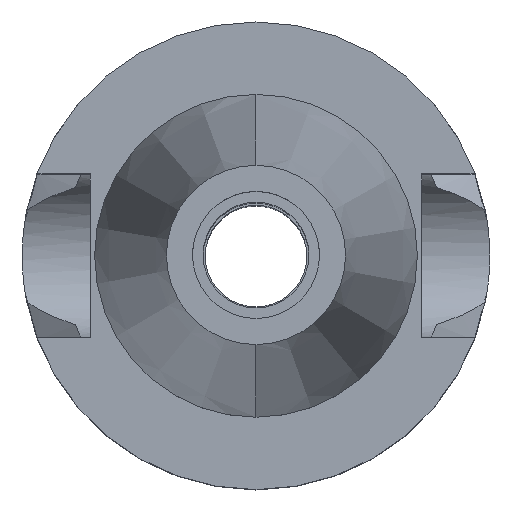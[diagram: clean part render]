
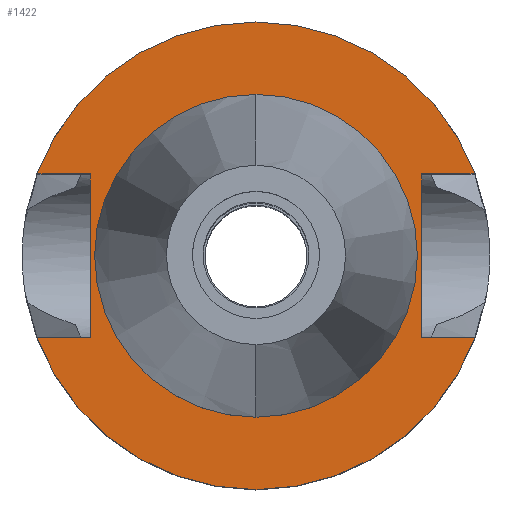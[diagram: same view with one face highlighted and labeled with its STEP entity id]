
A CAD part, top view. The second image highlights one B-rep face of the part: STEP entity #1422.
In plain terms, the highlighted planar face has unit normal (0, 0, 1).
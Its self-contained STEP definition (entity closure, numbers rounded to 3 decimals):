
#94=DIRECTION('',(0.,1.,0.));
#95=VECTOR('',#94,16.1);
#96=CARTESIAN_POINT('',(-16.3,-8.05,-1.));
#97=LINE('',#96,#95);
#101=DIRECTION('',(-1.,0.,0.));
#102=VECTOR('',#101,5.245);
#103=CARTESIAN_POINT('',(-16.3,8.05,-1.));
#104=LINE('',#103,#102);
#108=CARTESIAN_POINT('',(0.,0.,-1.));
#109=DIRECTION('',(0.,0.,-1.));
#110=DIRECTION('',(-0.937,0.35,0.));
#111=AXIS2_PLACEMENT_3D('',#108,#109,#110);
#116=CARTESIAN_POINT('',(0.,0.,-1.));
#117=DIRECTION('',(0.,0.,-1.));
#118=DIRECTION('',(0.,1.,0.));
#119=AXIS2_PLACEMENT_3D('',#116,#117,#118);
#124=DIRECTION('',(0.,-1.,0.));
#125=VECTOR('',#124,16.1);
#126=CARTESIAN_POINT('',(16.3,8.05,-1.));
#127=LINE('',#126,#125);
#131=DIRECTION('',(1.,0.,0.));
#132=VECTOR('',#131,5.245);
#133=CARTESIAN_POINT('',(16.3,-8.05,-1.));
#134=LINE('',#133,#132);
#138=CARTESIAN_POINT('',(0.,0.,-1.));
#139=DIRECTION('',(0.,0.,-1.));
#140=DIRECTION('',(0.937,-0.35,0.));
#141=AXIS2_PLACEMENT_3D('',#138,#139,#140);
#146=CARTESIAN_POINT('',(0.,0.,-1.));
#147=DIRECTION('',(0.,0.,-1.));
#148=DIRECTION('',(0.,-1.,0.));
#149=AXIS2_PLACEMENT_3D('',#146,#147,#148);
#154=CARTESIAN_POINT('',(0.,0.,-1.));
#155=DIRECTION('',(0.,0.,1.));
#156=DIRECTION('',(0.,-1.,0.));
#157=AXIS2_PLACEMENT_3D('',#154,#155,#156);
#162=CARTESIAN_POINT('',(0.,0.,-1.));
#163=DIRECTION('',(0.,0.,1.));
#164=DIRECTION('',(0.,1.,0.));
#165=AXIS2_PLACEMENT_3D('',#162,#163,#164);
#210=DIRECTION('',(-1.,0.,0.));
#211=VECTOR('',#210,5.245);
#212=CARTESIAN_POINT('',(-16.3,-8.05,-1.));
#213=LINE('',#212,#211);
#333=DIRECTION('',(1.,0.,0.));
#334=VECTOR('',#333,5.245);
#335=CARTESIAN_POINT('',(16.3,8.05,-1.));
#336=LINE('',#335,#334);
#1289=CARTESIAN_POINT('',(-16.3,-8.05,-1.));
#1290=VERTEX_POINT('',#1289);
#1291=CARTESIAN_POINT('',(-21.545,-8.05,-1.));
#1292=VERTEX_POINT('',#1291);
#1293=CARTESIAN_POINT('',(-16.3,8.05,-1.));
#1294=VERTEX_POINT('',#1293);
#1295=CARTESIAN_POINT('',(-21.545,8.05,-1.));
#1296=VERTEX_POINT('',#1295);
#1297=CARTESIAN_POINT('',(0.,23.,-1.));
#1298=CARTESIAN_POINT('',(21.545,8.05,-1.));
#1299=VERTEX_POINT('',#1297);
#1300=VERTEX_POINT('',#1298);
#1301=CARTESIAN_POINT('',(16.3,8.05,-1.));
#1302=VERTEX_POINT('',#1301);
#1303=CARTESIAN_POINT('',(16.3,-8.05,-1.));
#1304=VERTEX_POINT('',#1303);
#1305=CARTESIAN_POINT('',(21.545,-8.05,-1.));
#1306=VERTEX_POINT('',#1305);
#1307=CARTESIAN_POINT('',(0.,-23.,-1.));
#1308=VERTEX_POINT('',#1307);
#1309=CARTESIAN_POINT('',(0.,-15.875,-1.));
#1310=CARTESIAN_POINT('',(0.,15.875,-1.));
#1311=VERTEX_POINT('',#1309);
#1312=VERTEX_POINT('',#1310);
#1391=CARTESIAN_POINT('',(0.,0.,-1.));
#1392=DIRECTION('',(0.,0.,-1.));
#1393=DIRECTION('',(0.,-1.,0.));
#1394=AXIS2_PLACEMENT_3D('',#1391,#1392,#1393);
#1395=PLANE('',#1394);
#1397=ORIENTED_EDGE('',*,*,#1396,.T.);
#1399=ORIENTED_EDGE('',*,*,#1398,.T.);
#1401=ORIENTED_EDGE('',*,*,#1400,.T.);
#1403=ORIENTED_EDGE('',*,*,#1402,.T.);
#1405=ORIENTED_EDGE('',*,*,#1404,.F.);
#1407=ORIENTED_EDGE('',*,*,#1406,.T.);
#1409=ORIENTED_EDGE('',*,*,#1408,.T.);
#1411=ORIENTED_EDGE('',*,*,#1410,.T.);
#1413=ORIENTED_EDGE('',*,*,#1412,.T.);
#1415=ORIENTED_EDGE('',*,*,#1414,.F.);
#1416=EDGE_LOOP('',(#1397,#1399,#1401,#1403,#1405,#1407,#1409,#1411,#1413,
#1415));
#1417=FACE_OUTER_BOUND('',#1416,.F.);
#1418=ORIENTED_EDGE('',*,*,#1370,.T.);
#1419=ORIENTED_EDGE('',*,*,#1386,.T.);
#1420=EDGE_LOOP('',(#1418,#1419));
#1421=FACE_BOUND('',#1420,.F.);
#112=CIRCLE('',#111,23.);
#120=CIRCLE('',#119,23.);
#142=CIRCLE('',#141,23.);
#150=CIRCLE('',#149,23.);
#158=CIRCLE('',#157,15.875);
#166=CIRCLE('',#165,15.875);
#1370=EDGE_CURVE('',#1311,#1312,#158,.T.);
#1386=EDGE_CURVE('',#1312,#1311,#166,.T.);
#1396=EDGE_CURVE('',#1290,#1294,#97,.T.);
#1398=EDGE_CURVE('',#1294,#1296,#104,.T.);
#1400=EDGE_CURVE('',#1296,#1299,#112,.T.);
#1402=EDGE_CURVE('',#1299,#1300,#120,.T.);
#1404=EDGE_CURVE('',#1302,#1300,#336,.T.);
#1406=EDGE_CURVE('',#1302,#1304,#127,.T.);
#1408=EDGE_CURVE('',#1304,#1306,#134,.T.);
#1410=EDGE_CURVE('',#1306,#1308,#142,.T.);
#1412=EDGE_CURVE('',#1308,#1292,#150,.T.);
#1414=EDGE_CURVE('',#1290,#1292,#213,.T.);
#1422=ADVANCED_FACE('',(#1417,#1421),#1395,.F.);
